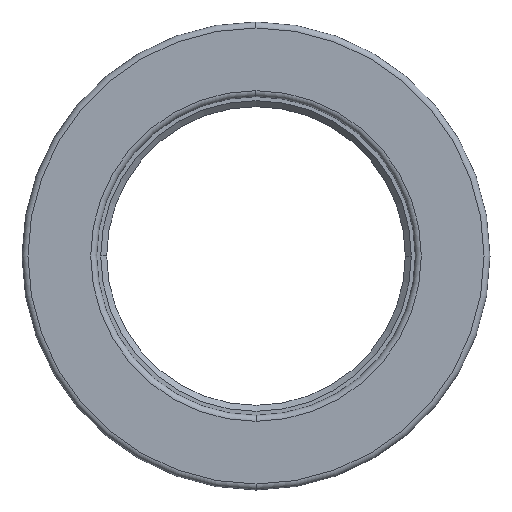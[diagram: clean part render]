
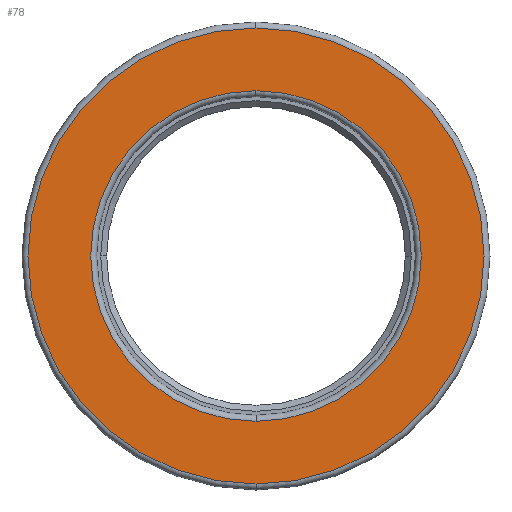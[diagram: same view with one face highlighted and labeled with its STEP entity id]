
A CAD part, front view. The second image highlights one B-rep face of the part: STEP entity #78.
In plain terms, the highlighted planar face has unit normal (0, -1, 0).
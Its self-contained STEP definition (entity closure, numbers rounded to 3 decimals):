
#78=ADVANCED_FACE('',(#203,#204),#205,.T.);
#203=FACE_OUTER_BOUND('',#421,.T.);
#204=FACE_BOUND('',#422,.T.);
#205=PLANE('',#423);
#421=EDGE_LOOP('',(#731,#732,#733));
#422=EDGE_LOOP('',(#734,#735,#736));
#423=AXIS2_PLACEMENT_3D('',#737,#738,#739);
#731=ORIENTED_EDGE('',*,*,#1478,.F.);
#732=ORIENTED_EDGE('',*,*,#1477,.F.);
#733=ORIENTED_EDGE('',*,*,#1482,.F.);
#734=ORIENTED_EDGE('',*,*,#1455,.T.);
#735=ORIENTED_EDGE('',*,*,#1492,.T.);
#736=ORIENTED_EDGE('',*,*,#1456,.T.);
#737=CARTESIAN_POINT('',(19.75,0.0,0.0));
#738=DIRECTION('',(-0.0,-1.0,-0.0));
#739=DIRECTION('',(-1.0,0.0,0.0));
#1455=EDGE_CURVE('',#1724,#1722,#1725,.T.);
#1456=EDGE_CURVE('',#1716,#1724,#1726,.T.);
#1477=EDGE_CURVE('',#1762,#1765,#1766,.T.);
#1478=EDGE_CURVE('',#1765,#1767,#1768,.T.);
#1482=EDGE_CURVE('',#1767,#1762,#1772,.T.);
#1492=EDGE_CURVE('',#1722,#1716,#1784,.T.);
#1716=VERTEX_POINT('',#2144);
#1722=VERTEX_POINT('',#2150);
#1724=VERTEX_POINT('',#2152);
#1725=CIRCLE('',#2153,16.6);
#1726=CIRCLE('',#2154,16.6);
#1762=VERTEX_POINT('',#2198);
#1765=VERTEX_POINT('',#2201);
#1766=CIRCLE('',#2202,22.9);
#1767=VERTEX_POINT('',#2203);
#1768=CIRCLE('',#2204,22.9);
#1772=CIRCLE('',#2208,22.9);
#1784=CIRCLE('',#2220,16.6);
#2144=CARTESIAN_POINT('',(0.,0.0,16.6));
#2150=CARTESIAN_POINT('',(0.,0.0,-16.6));
#2152=CARTESIAN_POINT('',(16.6,0.0,0.0));
#2153=AXIS2_PLACEMENT_3D('',#3823,#3824,#3825);
#2154=AXIS2_PLACEMENT_3D('',#3826,#3827,#3828);
#2198=CARTESIAN_POINT('',(0.,0.0,22.9));
#2201=CARTESIAN_POINT('',(22.9,0.0,0.0));
#2202=AXIS2_PLACEMENT_3D('',#3873,#3874,#3875);
#2203=CARTESIAN_POINT('',(0.,0.0,-22.9));
#2204=AXIS2_PLACEMENT_3D('',#3876,#3877,#3878);
#2208=AXIS2_PLACEMENT_3D('',#3888,#3889,#3890);
#2220=AXIS2_PLACEMENT_3D('',#3918,#3919,#3920);
#3823=CARTESIAN_POINT('',(0.0,0.0,0.0));
#3824=DIRECTION('',(-0.0,1.0,0.0));
#3825=DIRECTION('',(1.0,0.0,0.0));
#3826=CARTESIAN_POINT('',(0.0,0.0,0.0));
#3827=DIRECTION('',(-0.0,1.0,0.0));
#3828=DIRECTION('',(1.0,0.0,0.0));
#3873=CARTESIAN_POINT('',(0.0,0.0,0.0));
#3874=DIRECTION('',(-0.0,1.0,0.0));
#3875=DIRECTION('',(1.0,0.0,0.0));
#3876=CARTESIAN_POINT('',(0.0,0.0,0.0));
#3877=DIRECTION('',(-0.0,1.0,0.0));
#3878=DIRECTION('',(1.0,0.0,0.0));
#3888=CARTESIAN_POINT('',(0.0,0.0,0.0));
#3889=DIRECTION('',(-0.0,1.0,0.0));
#3890=DIRECTION('',(1.0,0.0,0.0));
#3918=CARTESIAN_POINT('',(0.0,0.0,0.0));
#3919=DIRECTION('',(-0.0,1.0,0.0));
#3920=DIRECTION('',(1.0,0.0,0.0));
